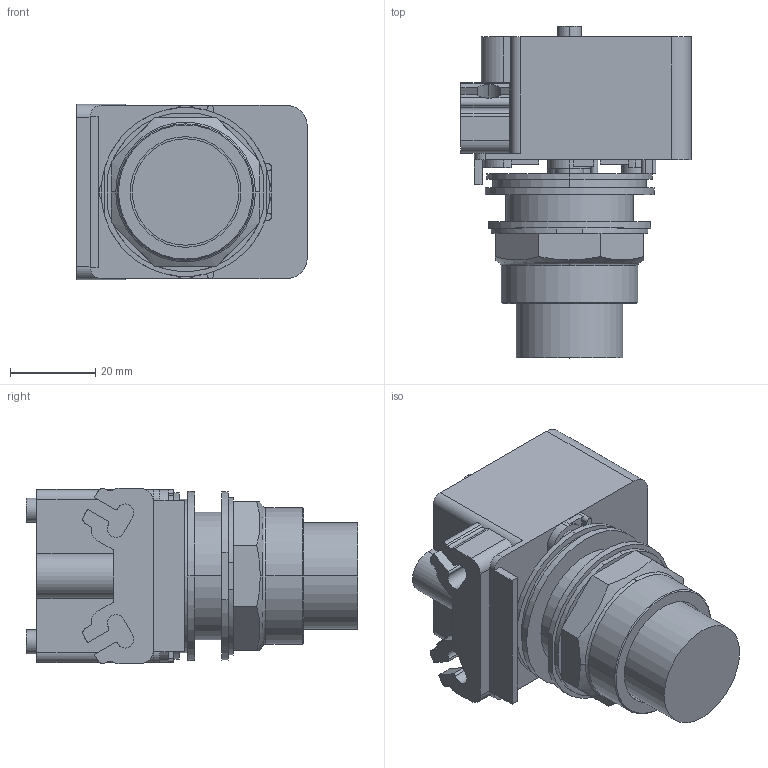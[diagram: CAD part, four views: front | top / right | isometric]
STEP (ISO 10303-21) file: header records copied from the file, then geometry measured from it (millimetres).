
FILE_DESCRIPTION(('starvars output'),'2;1');
FILE_NAME('9001K2L35LGG_3D.stp','12:42:01 2020/04/01',( 'Thomas Industrial Network Germany GmbH'),( 'Thomas Industrial Network Germany GmbH'),'unknown preprocess','ACIS' ,'unknown authorization');
FILE_SCHEMA(('AUTOMOTIVE_DESIGN_CC2 {UNKNOWN IMPLEMENTATION LEVEL}'));
Length unit declared in the file: millimetre
Products named in the file (1): PRODUCT_ID_8
Bounding box: 54.08 x 77.9 x 41.15 mm (x, y, z)
Volume: 86439.1 mm3; surface area: 25900 mm2
Topology: 2 solids, 3 shells, 301 faces, 817 edges, 534 vertices
Faces by surface type: plane 175, cylinder 120, cone 4, torus 2
Entity records: 10849 total; most frequent: ORIENTED_EDGE 1634, CARTESIAN_POINT 1545, DIRECTION 1199, EDGE_CURVE 817, VERTEX_POINT 534, VECTOR 443, LINE 443, AXIS2_PLACEMENT_3D 378
